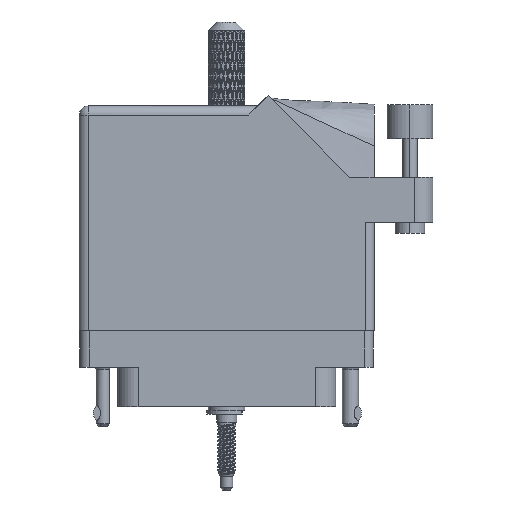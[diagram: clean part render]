
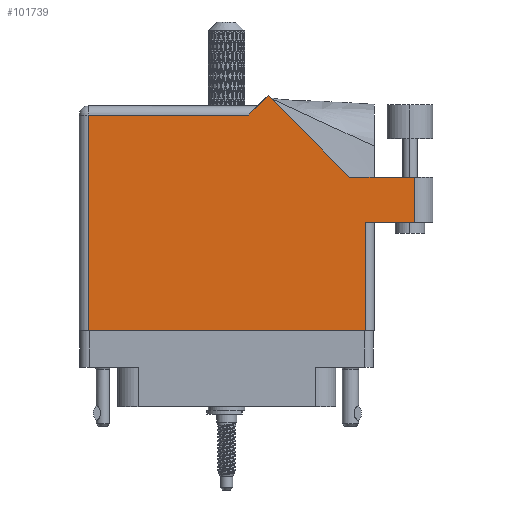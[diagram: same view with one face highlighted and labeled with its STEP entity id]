
A CAD part, front view. The second image highlights one B-rep face of the part: STEP entity #101739.
In plain terms, the highlighted face is planar.
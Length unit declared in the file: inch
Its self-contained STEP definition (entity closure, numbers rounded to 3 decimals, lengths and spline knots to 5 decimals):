
#3136 = DIRECTION ( 'NONE',  ( -1., 0., 0. ) ) ;
#6462 = EDGE_LOOP ( 'NONE', ( #73685, #24347, #49756, #40401, #51802, #49100, #67036, #41811, #108642 ) ) ;
#7983 = DIRECTION ( 'NONE',  ( 0., -1., 0. ) ) ;
#9205 = VERTEX_POINT ( 'NONE', #15815 ) ;
#9531 = CARTESIAN_POINT ( 'NONE',  ( 0.943, 0.637, 0.455 ) ) ;
#12017 = VERTEX_POINT ( 'NONE', #91319 ) ;
#15815 = CARTESIAN_POINT ( 'NONE',  ( -0.943, -0.1, 0.455 ) ) ;
#16775 = CARTESIAN_POINT ( 'NONE',  ( -0.943, 1.368, 0.455 ) ) ;
#17182 = CARTESIAN_POINT ( 'NONE',  ( 0.212, 1.43, 0.455 ) ) ;
#19400 = VECTOR ( 'NONE', #7983, 39.37008 ) ;
#20548 = EDGE_CURVE ( 'NONE', #31822, #48629, #48500, .T. ) ;
#24347 = ORIENTED_EDGE ( 'NONE', *, *, #53242, .T. ) ;
#26341 = EDGE_CURVE ( 'NONE', #29884, #39987, #78472, .T. ) ;
#28903 = CARTESIAN_POINT ( 'NONE',  ( 0.943, -0.1, 0.455 ) ) ;
#29884 = VERTEX_POINT ( 'NONE', #28903 ) ;
#30097 = VECTOR ( 'NONE', #47354, 39.37008 ) ;
#31822 = VERTEX_POINT ( 'NONE', #42375 ) ;
#32279 = CARTESIAN_POINT ( 'NONE',  ( 1.005, 0.637, 0.455 ) ) ;
#33928 = CARTESIAN_POINT ( 'NONE',  ( -0.943, -0.1, 0.455 ) ) ;
#35615 = DIRECTION ( 'NONE',  ( -1., 0., 0. ) ) ;
#36085 = VERTEX_POINT ( 'NONE', #112677 ) ;
#36152 = EDGE_CURVE ( 'NONE', #39987, #36085, #66721, .T. ) ;
#38109 = CARTESIAN_POINT ( 'NONE',  ( 0.15, 1.368, 0.455 ) ) ;
#39987 = VERTEX_POINT ( 'NONE', #108963 ) ;
#40232 = CARTESIAN_POINT ( 'NONE',  ( -1.005, 1.368, 0.455 ) ) ;
#40401 = ORIENTED_EDGE ( 'NONE', *, *, #20548, .T. ) ;
#41596 = VECTOR ( 'NONE', #114732, 39.37008 ) ;
#41811 = ORIENTED_EDGE ( 'NONE', *, *, #42444, .T. ) ;
#42375 = CARTESIAN_POINT ( 'NONE',  ( 0.83942, 0.944, 0.455 ) ) ;
#42444 = EDGE_CURVE ( 'NONE', #9205, #29884, #42525, .T. ) ;
#42525 = LINE ( 'NONE', #109157, #30097 ) ;
#43608 = CARTESIAN_POINT ( 'NONE',  ( 1.28, 0.944, 0.455 ) ) ;
#44387 = VECTOR ( 'NONE', #59282, 39.37008 ) ;
#45433 = DIRECTION ( 'NONE',  ( -0.707, -0.707, 0. ) ) ;
#46382 = EDGE_CURVE ( 'NONE', #12017, #31822, #69765, .T. ) ;
#46873 = PLANE ( 'NONE',  #102532 ) ;
#47354 = DIRECTION ( 'NONE',  ( 1., 0., 0. ) ) ;
#48500 = LINE ( 'NONE', #94652, #44387 ) ;
#48504 = LINE ( 'NONE', #33928, #19400 ) ;
#48629 = VERTEX_POINT ( 'NONE', #105010 ) ;
#48773 = DIRECTION ( 'NONE',  ( -1., 0., 0. ) ) ;
#49100 = ORIENTED_EDGE ( 'NONE', *, *, #63603, .T. ) ;
#49756 = ORIENTED_EDGE ( 'NONE', *, *, #46382, .T. ) ;
#51802 = ORIENTED_EDGE ( 'NONE', *, *, #84734, .T. ) ;
#53242 = EDGE_CURVE ( 'NONE', #36085, #12017, #65223, .T. ) ;
#56166 = DIRECTION ( 'NONE',  ( 0., 0., -1. ) ) ;
#56745 = LINE ( 'NONE', #17182, #79066 ) ;
#57598 = VECTOR ( 'NONE', #99138, 39.37008 ) ;
#59282 = DIRECTION ( 'NONE',  ( -0.707, 0.707, 0. ) ) ;
#63603 = EDGE_CURVE ( 'NONE', #101261, #77353, #104993, .T. ) ;
#65223 = LINE ( 'NONE', #43608, #41596 ) ;
#66721 = LINE ( 'NONE', #32279, #95951 ) ;
#67036 = ORIENTED_EDGE ( 'NONE', *, *, #79698, .T. ) ;
#68373 = DIRECTION ( 'NONE',  ( 1., 0., 0. ) ) ;
#69765 = LINE ( 'NONE', #114526, #97471 ) ;
#73685 = ORIENTED_EDGE ( 'NONE', *, *, #36152, .T. ) ;
#77353 = VERTEX_POINT ( 'NONE', #16775 ) ;
#78472 = LINE ( 'NONE', #9531, #57598 ) ;
#79066 = VECTOR ( 'NONE', #45433, 39.37008 ) ;
#79698 = EDGE_CURVE ( 'NONE', #77353, #9205, #48504, .T. ) ;
#81385 = VECTOR ( 'NONE', #48773, 39.37008 ) ;
#84734 = EDGE_CURVE ( 'NONE', #48629, #101261, #56745, .T. ) ;
#91319 = CARTESIAN_POINT ( 'NONE',  ( 1.28, 0.944, 0.455 ) ) ;
#94652 = CARTESIAN_POINT ( 'NONE',  ( 0.83942, 0.944, 0.455 ) ) ;
#95951 = VECTOR ( 'NONE', #68373, 39.37008 ) ;
#97471 = VECTOR ( 'NONE', #35615, 39.37008 ) ;
#99138 = DIRECTION ( 'NONE',  ( 0., 1., 0. ) ) ;
#101261 = VERTEX_POINT ( 'NONE', #38109 ) ;
#101739 = ADVANCED_FACE ( 'NONE', ( #112470 ), #46873, .F. ) ;
#102532 = AXIS2_PLACEMENT_3D ( 'NONE', #109431, #56166, #3136 ) ;
#104993 = LINE ( 'NONE', #40232, #81385 ) ;
#105010 = CARTESIAN_POINT ( 'NONE',  ( 0.28271, 1.50071, 0.455 ) ) ;
#108642 = ORIENTED_EDGE ( 'NONE', *, *, #26341, .T. ) ;
#108963 = CARTESIAN_POINT ( 'NONE',  ( 0.943, 0.637, 0.455 ) ) ;
#109157 = CARTESIAN_POINT ( 'NONE',  ( -1.005, -0.1, 0.455 ) ) ;
#109431 = CARTESIAN_POINT ( 'NONE',  ( -1.005, 1.43, 0.455 ) ) ;
#112470 = FACE_OUTER_BOUND ( 'NONE', #6462, .T. ) ;
#112677 = CARTESIAN_POINT ( 'NONE',  ( 1.28, 0.637, 0.455 ) ) ;
#114526 = CARTESIAN_POINT ( 'NONE',  ( 1.405, 0.944, 0.455 ) ) ;
#114732 = DIRECTION ( 'NONE',  ( 0., 1., 0. ) ) ;
